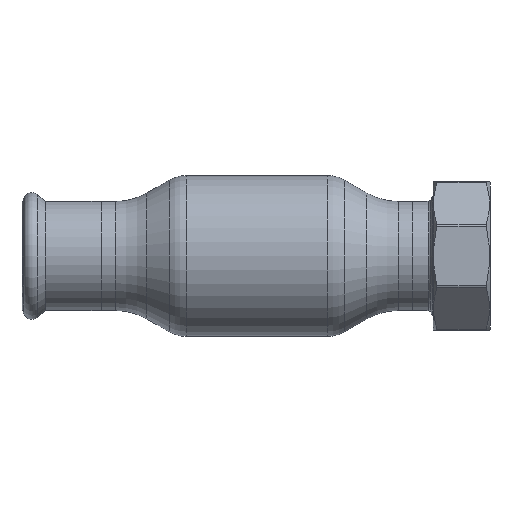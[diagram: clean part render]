
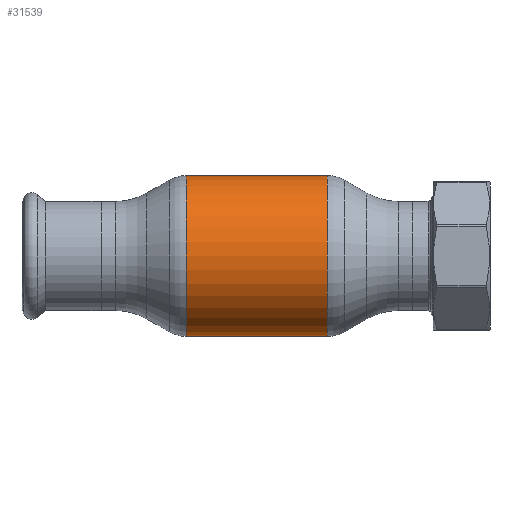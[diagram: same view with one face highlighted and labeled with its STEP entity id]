
A CAD part, front view. The second image highlights one B-rep face of the part: STEP entity #31539.
In plain terms, the highlighted cylindrical face has radius 28.25 mm (diameter 56.5 mm), a partial arc.
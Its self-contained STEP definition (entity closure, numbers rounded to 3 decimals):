
#5335 = CARTESIAN_POINT ( 'NONE',  ( -62.69, 0., 0. ) ) ;
#8278 = CIRCLE ( 'NONE', #11068, 28.25 ) ;
#8407 = FACE_OUTER_BOUND ( 'NONE', #34647, .T. ) ;
#9556 = VECTOR ( 'NONE', #33995, 1000. ) ;
#11068 = AXIS2_PLACEMENT_3D ( 'NONE', #41279, #41861, #14514 ) ;
#11978 = DIRECTION ( 'NONE',  ( -1., 0., 0. ) ) ;
#12843 = DIRECTION ( 'NONE',  ( -1., 0., 0. ) ) ;
#14514 = DIRECTION ( 'NONE',  ( 0., 0., 1. ) ) ;
#19054 = EDGE_CURVE ( 'NONE', #56925, #52969, #8278, .T. ) ;
#19603 = CIRCLE ( 'NONE', #27136, 28.25 ) ;
#20552 = DIRECTION ( 'NONE',  ( 0., 0., 1. ) ) ;
#20602 = DIRECTION ( 'NONE',  ( -1., 0., 0. ) ) ;
#21167 = VECTOR ( 'NONE', #20602, 1000. ) ;
#21421 = ORIENTED_EDGE ( 'NONE', *, *, #21772, .F. ) ;
#21772 = EDGE_CURVE ( 'NONE', #50596, #32201, #19603, .T. ) ;
#26110 = DIRECTION ( 'NONE',  ( 0., 0., 1. ) ) ;
#26393 = CARTESIAN_POINT ( 'NONE',  ( -62.69, 0., 28.25 ) ) ;
#27136 = AXIS2_PLACEMENT_3D ( 'NONE', #52248, #11978, #20552 ) ;
#29197 = CARTESIAN_POINT ( 'NONE',  ( 24.785, 0., -28.25 ) ) ;
#29907 = CARTESIAN_POINT ( 'NONE',  ( -62.69, 0., -28.25 ) ) ;
#30915 = ORIENTED_EDGE ( 'NONE', *, *, #55834, .F. ) ;
#31539 = ADVANCED_FACE ( 'NONE', ( #8407 ), #53083, .T. ) ;
#32201 = VERTEX_POINT ( 'NONE', #51657 ) ;
#33995 = DIRECTION ( 'NONE',  ( -1., 0., 0. ) ) ;
#34647 = EDGE_LOOP ( 'NONE', ( #30915, #40291, #47730, #21421 ) ) ;
#37106 = AXIS2_PLACEMENT_3D ( 'NONE', #5335, #12843, #26110 ) ;
#40291 = ORIENTED_EDGE ( 'NONE', *, *, #19054, .T. ) ;
#41279 = CARTESIAN_POINT ( 'NONE',  ( 24.785, 0., 0. ) ) ;
#41861 = DIRECTION ( 'NONE',  ( -1., 0., 0. ) ) ;
#42327 = CARTESIAN_POINT ( 'NONE',  ( 24.785, 0., 28.25 ) ) ;
#43022 = CARTESIAN_POINT ( 'NONE',  ( -24.785, 0., -28.25 ) ) ;
#46127 = EDGE_CURVE ( 'NONE', #52969, #32201, #56389, .T. ) ;
#47730 = ORIENTED_EDGE ( 'NONE', *, *, #46127, .T. ) ;
#50596 = VERTEX_POINT ( 'NONE', #43022 ) ;
#51657 = CARTESIAN_POINT ( 'NONE',  ( -24.785, 0., 28.25 ) ) ;
#52248 = CARTESIAN_POINT ( 'NONE',  ( -24.785, 0., 0. ) ) ;
#52969 = VERTEX_POINT ( 'NONE', #42327 ) ;
#53083 = CYLINDRICAL_SURFACE ( 'NONE', #37106, 28.25 ) ;
#55834 = EDGE_CURVE ( 'NONE', #56925, #50596, #56575, .T. ) ;
#56389 = LINE ( 'NONE', #26393, #21167 ) ;
#56575 = LINE ( 'NONE', #29907, #9556 ) ;
#56925 = VERTEX_POINT ( 'NONE', #29197 ) ;
